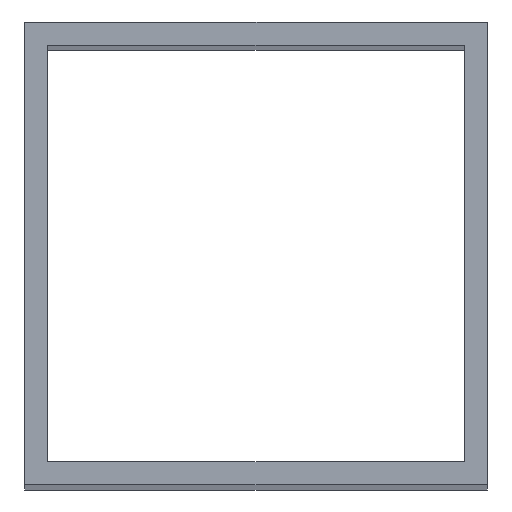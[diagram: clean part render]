
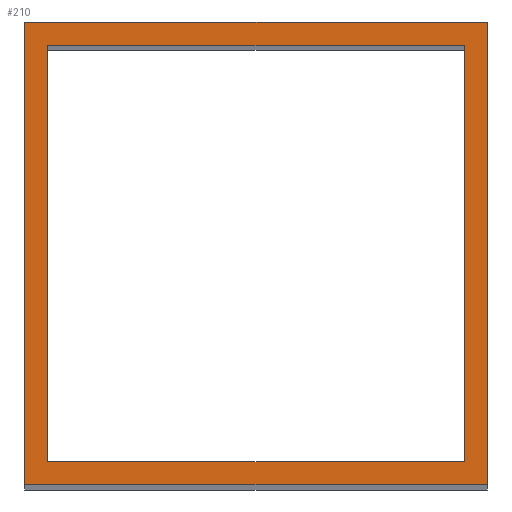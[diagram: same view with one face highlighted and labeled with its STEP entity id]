
A CAD part, top view. The second image highlights one B-rep face of the part: STEP entity #210.
In plain terms, the highlighted planar face has unit normal (0, 0, 1).
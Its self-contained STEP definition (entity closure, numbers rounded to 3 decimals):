
#8 = EDGE_CURVE ( 'NONE', #89, #246, #87, .T. ) ;
#11 = CARTESIAN_POINT ( 'NONE',  ( 0., 0., 325. ) ) ;
#22 = VERTEX_POINT ( 'NONE', #320 ) ;
#26 = ORIENTED_EDGE ( 'NONE', *, *, #139, .T. ) ;
#33 = VECTOR ( 'NONE', #157, 1000. ) ;
#34 = CARTESIAN_POINT ( 'NONE',  ( 50., -50., 325. ) ) ;
#35 = VERTEX_POINT ( 'NONE', #62 ) ;
#37 = CARTESIAN_POINT ( 'NONE',  ( -50., 50., 325. ) ) ;
#40 = VECTOR ( 'NONE', #242, 1000. ) ;
#62 = CARTESIAN_POINT ( 'NONE',  ( 50., -50., 325. ) ) ;
#76 = CARTESIAN_POINT ( 'NONE',  ( -45., 45., 325. ) ) ;
#83 = VERTEX_POINT ( 'NONE', #285 ) ;
#87 = LINE ( 'NONE', #313, #291 ) ;
#89 = VERTEX_POINT ( 'NONE', #195 ) ;
#93 = DIRECTION ( 'NONE',  ( 0., -1., 0. ) ) ;
#99 = LINE ( 'NONE', #233, #150 ) ;
#100 = EDGE_LOOP ( 'NONE', ( #26, #239, #265, #362 ) ) ;
#103 = AXIS2_PLACEMENT_3D ( 'NONE', #11, #123, #147 ) ;
#113 = VERTEX_POINT ( 'NONE', #268 ) ;
#115 = EDGE_CURVE ( 'NONE', #246, #113, #99, .T. ) ;
#117 = FACE_BOUND ( 'NONE', #215, .T. ) ;
#120 = CARTESIAN_POINT ( 'NONE',  ( -50., -50., 325. ) ) ;
#123 = DIRECTION ( 'NONE',  ( 0., 0., -1. ) ) ;
#124 = LINE ( 'NONE', #37, #40 ) ;
#129 = FACE_OUTER_BOUND ( 'NONE', #100, .T. ) ;
#134 = ORIENTED_EDGE ( 'NONE', *, *, #115, .F. ) ;
#139 = EDGE_CURVE ( 'NONE', #337, #280, #272, .T. ) ;
#141 = EDGE_CURVE ( 'NONE', #280, #35, #295, .T. ) ;
#147 = DIRECTION ( 'NONE',  ( -1., 0., 0. ) ) ;
#150 = VECTOR ( 'NONE', #211, 1000. ) ;
#152 = CARTESIAN_POINT ( 'NONE',  ( -50., -50., 325. ) ) ;
#157 = DIRECTION ( 'NONE',  ( -1., 0., 0. ) ) ;
#160 = ORIENTED_EDGE ( 'NONE', *, *, #330, .F. ) ;
#172 = DIRECTION ( 'NONE',  ( 1., 0., 0. ) ) ;
#194 = DIRECTION ( 'NONE',  ( 1., 0., 0. ) ) ;
#195 = CARTESIAN_POINT ( 'NONE',  ( -45., -45., 325. ) ) ;
#196 = LINE ( 'NONE', #34, #355 ) ;
#197 = VECTOR ( 'NONE', #269, 1000. ) ;
#209 = CARTESIAN_POINT ( 'NONE',  ( 45., -45., 325. ) ) ;
#210 = ADVANCED_FACE ( 'NONE', ( #129, #117 ), #328, .F. ) ;
#211 = DIRECTION ( 'NONE',  ( 0., 1., 0. ) ) ;
#215 = EDGE_LOOP ( 'NONE', ( #226, #160, #134, #259 ) ) ;
#226 = ORIENTED_EDGE ( 'NONE', *, *, #247, .F. ) ;
#229 = EDGE_CURVE ( 'NONE', #35, #83, #196, .T. ) ;
#233 = CARTESIAN_POINT ( 'NONE',  ( 45., -45., 325. ) ) ;
#235 = LINE ( 'NONE', #76, #33 ) ;
#239 = ORIENTED_EDGE ( 'NONE', *, *, #141, .T. ) ;
#240 = DIRECTION ( 'NONE',  ( 0., 1., 0. ) ) ;
#242 = DIRECTION ( 'NONE',  ( -1., 0., 0. ) ) ;
#246 = VERTEX_POINT ( 'NONE', #209 ) ;
#247 = EDGE_CURVE ( 'NONE', #22, #89, #327, .T. ) ;
#251 = EDGE_CURVE ( 'NONE', #83, #337, #124, .T. ) ;
#259 = ORIENTED_EDGE ( 'NONE', *, *, #8, .F. ) ;
#265 = ORIENTED_EDGE ( 'NONE', *, *, #229, .T. ) ;
#266 = CARTESIAN_POINT ( 'NONE',  ( -45., -45., 325. ) ) ;
#268 = CARTESIAN_POINT ( 'NONE',  ( 45., 45., 325. ) ) ;
#269 = DIRECTION ( 'NONE',  ( 0., -1., 0. ) ) ;
#272 = LINE ( 'NONE', #120, #197 ) ;
#280 = VERTEX_POINT ( 'NONE', #310 ) ;
#285 = CARTESIAN_POINT ( 'NONE',  ( 50., 50., 325. ) ) ;
#291 = VECTOR ( 'NONE', #194, 1000. ) ;
#295 = LINE ( 'NONE', #152, #361 ) ;
#309 = CARTESIAN_POINT ( 'NONE',  ( -50., 50., 325. ) ) ;
#310 = CARTESIAN_POINT ( 'NONE',  ( -50., -50., 325. ) ) ;
#313 = CARTESIAN_POINT ( 'NONE',  ( -45., -45., 325. ) ) ;
#320 = CARTESIAN_POINT ( 'NONE',  ( -45., 45., 325. ) ) ;
#327 = LINE ( 'NONE', #266, #360 ) ;
#328 = PLANE ( 'NONE',  #103 ) ;
#330 = EDGE_CURVE ( 'NONE', #113, #22, #235, .T. ) ;
#337 = VERTEX_POINT ( 'NONE', #309 ) ;
#355 = VECTOR ( 'NONE', #240, 1000. ) ;
#360 = VECTOR ( 'NONE', #93, 1000. ) ;
#361 = VECTOR ( 'NONE', #172, 1000. ) ;
#362 = ORIENTED_EDGE ( 'NONE', *, *, #251, .T. ) ;
